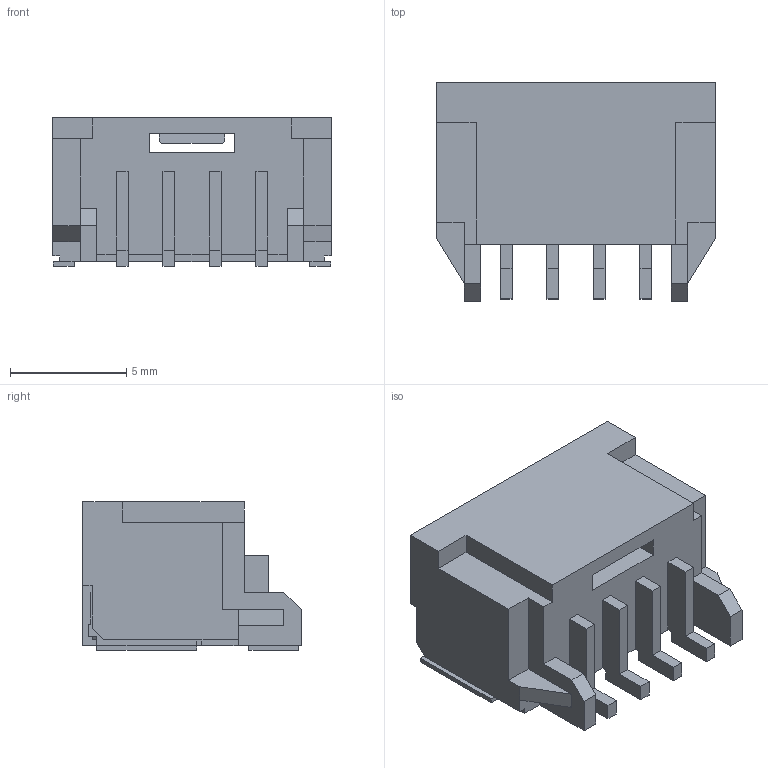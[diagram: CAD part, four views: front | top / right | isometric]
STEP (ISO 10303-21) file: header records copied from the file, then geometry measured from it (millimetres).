
FILE_DESCRIPTION((''),'2;1');
FILE_NAME('5023520410','2017-05-30T',('ksrinivasara'),(''),'PRO/ENGINEER BY PARAMETRIC TECHNOLOGY CORPORATION, 2012310','PRO/ENGINEER BY PARAMETRIC TECHNOLOGY CORPORATION, 2012310','');
FILE_SCHEMA(('CONFIG_CONTROL_DESIGN'));
Length unit declared in the file: millimetre
Products named in the file (1): 5023520410
Bounding box: 12 x 9.4 x 6.4 mm (x, y, z)
Volume: 271.7 mm3; surface area: 721.7 mm2
Topology: 1 solids, 1 shells, 223 faces, 629 edges, 412 vertices
Faces by surface type: plane 223
Entity records: 7012 total; most frequent: CARTESIAN_POINT 1241, ORIENTED_EDGE 1210, DIRECTION 1077, VECTOR 629, LINE 629, EDGE_CURVE 605, VERTEX_POINT 388, EDGE_LOOP 229
